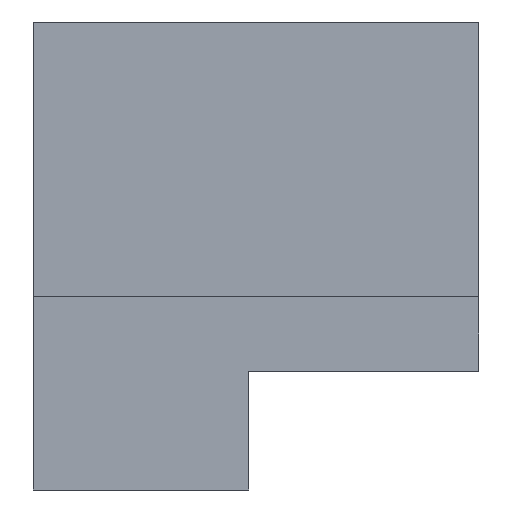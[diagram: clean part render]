
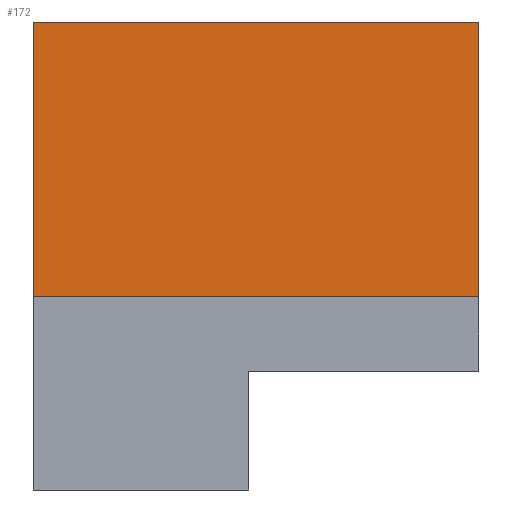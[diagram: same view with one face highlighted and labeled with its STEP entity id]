
A CAD part, left-side view. The second image highlights one B-rep face of the part: STEP entity #172.
In plain terms, the highlighted planar face has unit normal (-1, 0, 0).
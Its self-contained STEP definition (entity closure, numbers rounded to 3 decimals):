
#37 = EDGE_LOOP ( 'NONE', ( #119, #63, #264, #541 ) ) ;
#42 = CARTESIAN_POINT ( 'NONE',  ( 5.4, 0., 5.2 ) ) ;
#51 = EDGE_CURVE ( 'NONE', #387, #647, #540, .T. ) ;
#52 = DIRECTION ( 'NONE',  ( 0., 1., 0. ) ) ;
#63 = ORIENTED_EDGE ( 'NONE', *, *, #107, .F. ) ;
#97 = DIRECTION ( 'NONE',  ( 0., 0., -1. ) ) ;
#107 = EDGE_CURVE ( 'NONE', #387, #308, #415, .T. ) ;
#119 = ORIENTED_EDGE ( 'NONE', *, *, #768, .F. ) ;
#135 = VECTOR ( 'NONE', #52, 1000. ) ;
#150 = CARTESIAN_POINT ( 'NONE',  ( 5.4, 5.8, 5.2 ) ) ;
#168 = CARTESIAN_POINT ( 'NONE',  ( 5.4, -11.732, 12.6 ) ) ;
#172 = ADVANCED_FACE ( 'NONE', ( #215 ), #526, .F. ) ;
#200 = VERTEX_POINT ( 'NONE', #150 ) ;
#215 = FACE_OUTER_BOUND ( 'NONE', #37, .T. ) ;
#242 = CARTESIAN_POINT ( 'NONE',  ( 5.4, -6.2, 12.6 ) ) ;
#248 = AXIS2_PLACEMENT_3D ( 'NONE', #344, #667, #782 ) ;
#264 = ORIENTED_EDGE ( 'NONE', *, *, #51, .T. ) ;
#299 = CARTESIAN_POINT ( 'NONE',  ( 5.4, -6.2, 11.4 ) ) ;
#302 = VECTOR ( 'NONE', #97, 1000. ) ;
#308 = VERTEX_POINT ( 'NONE', #551 ) ;
#344 = CARTESIAN_POINT ( 'NONE',  ( 5.4, -6.2, 11.4 ) ) ;
#351 = VECTOR ( 'NONE', #511, 1000. ) ;
#387 = VERTEX_POINT ( 'NONE', #242 ) ;
#415 = LINE ( 'NONE', #299, #302 ) ;
#454 = CARTESIAN_POINT ( 'NONE',  ( 5.4, 5.8, 12.6 ) ) ;
#511 = DIRECTION ( 'NONE',  ( 0., 0., -1. ) ) ;
#526 = PLANE ( 'NONE',  #248 ) ;
#540 = LINE ( 'NONE', #168, #634 ) ;
#541 = ORIENTED_EDGE ( 'NONE', *, *, #572, .T. ) ;
#551 = CARTESIAN_POINT ( 'NONE',  ( 5.4, -6.2, 5.2 ) ) ;
#572 = EDGE_CURVE ( 'NONE', #647, #200, #761, .T. ) ;
#598 = DIRECTION ( 'NONE',  ( 0., 1., 0. ) ) ;
#634 = VECTOR ( 'NONE', #598, 1000. ) ;
#647 = VERTEX_POINT ( 'NONE', #454 ) ;
#667 = DIRECTION ( 'NONE',  ( 1., 0., 0. ) ) ;
#749 = LINE ( 'NONE', #42, #135 ) ;
#761 = LINE ( 'NONE', #772, #351 ) ;
#768 = EDGE_CURVE ( 'NONE', #308, #200, #749, .T. ) ;
#772 = CARTESIAN_POINT ( 'NONE',  ( 5.4, 5.8, 11.4 ) ) ;
#782 = DIRECTION ( 'NONE',  ( 0., 0., -1. ) ) ;
